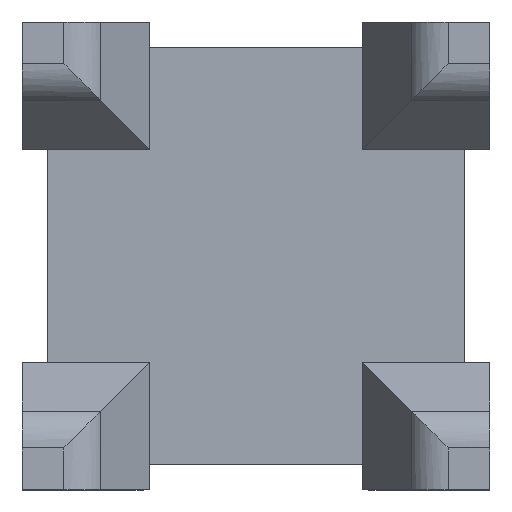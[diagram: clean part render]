
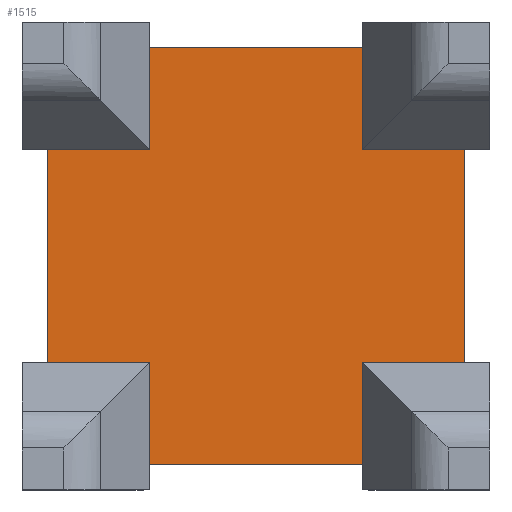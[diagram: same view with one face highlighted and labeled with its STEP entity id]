
A CAD part, top view. The second image highlights one B-rep face of the part: STEP entity #1515.
In plain terms, the highlighted planar face has unit normal (0, 0, 1).
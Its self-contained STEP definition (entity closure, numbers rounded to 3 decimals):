
#49=FACE_OUTER_BOUND('',#126,.T.);
#126=EDGE_LOOP('',(#1041,#1042,#1043,#1044,#1045,#1046,#1047,#1048,#1049,
#1050,#1051,#1052));
#256=LINE('',#2240,#454);
#257=LINE('',#2242,#455);
#258=LINE('',#2244,#456);
#259=LINE('',#2246,#457);
#260=LINE('',#2248,#458);
#261=LINE('',#2250,#459);
#262=LINE('',#2252,#460);
#263=LINE('',#2254,#461);
#264=LINE('',#2256,#462);
#265=LINE('',#2258,#463);
#266=LINE('',#2260,#464);
#267=LINE('',#2261,#465);
#454=VECTOR('',#1787,1000.);
#455=VECTOR('',#1788,1000.);
#456=VECTOR('',#1789,1000.);
#457=VECTOR('',#1790,1000.);
#458=VECTOR('',#1791,1000.);
#459=VECTOR('',#1792,1000.);
#460=VECTOR('',#1793,1000.);
#461=VECTOR('',#1794,1000.);
#462=VECTOR('',#1795,1000.);
#463=VECTOR('',#1796,1000.);
#464=VECTOR('',#1797,1000.);
#465=VECTOR('',#1798,1000.);
#657=VERTEX_POINT('',#2238);
#658=VERTEX_POINT('',#2239);
#659=VERTEX_POINT('',#2241);
#660=VERTEX_POINT('',#2243);
#661=VERTEX_POINT('',#2245);
#662=VERTEX_POINT('',#2247);
#663=VERTEX_POINT('',#2249);
#664=VERTEX_POINT('',#2251);
#665=VERTEX_POINT('',#2253);
#666=VERTEX_POINT('',#2255);
#667=VERTEX_POINT('',#2257);
#668=VERTEX_POINT('',#2259);
#809=EDGE_CURVE('',#657,#658,#256,.T.);
#810=EDGE_CURVE('',#658,#659,#257,.T.);
#811=EDGE_CURVE('',#659,#660,#258,.T.);
#812=EDGE_CURVE('',#661,#660,#259,.T.);
#813=EDGE_CURVE('',#662,#661,#260,.T.);
#814=EDGE_CURVE('',#662,#663,#261,.T.);
#815=EDGE_CURVE('',#663,#664,#262,.T.);
#816=EDGE_CURVE('',#664,#665,#263,.T.);
#817=EDGE_CURVE('',#666,#665,#264,.T.);
#818=EDGE_CURVE('',#667,#666,#265,.T.);
#819=EDGE_CURVE('',#668,#667,#266,.T.);
#820=EDGE_CURVE('',#657,#668,#267,.T.);
#1041=ORIENTED_EDGE('',*,*,#809,.T.);
#1042=ORIENTED_EDGE('',*,*,#810,.T.);
#1043=ORIENTED_EDGE('',*,*,#811,.T.);
#1044=ORIENTED_EDGE('',*,*,#812,.F.);
#1045=ORIENTED_EDGE('',*,*,#813,.F.);
#1046=ORIENTED_EDGE('',*,*,#814,.T.);
#1047=ORIENTED_EDGE('',*,*,#815,.T.);
#1048=ORIENTED_EDGE('',*,*,#816,.T.);
#1049=ORIENTED_EDGE('',*,*,#817,.F.);
#1050=ORIENTED_EDGE('',*,*,#818,.F.);
#1051=ORIENTED_EDGE('',*,*,#819,.F.);
#1052=ORIENTED_EDGE('',*,*,#820,.F.);
#1451=PLANE('',#1620);
#1515=ADVANCED_FACE('',(#49),#1451,.F.);
#1620=AXIS2_PLACEMENT_3D('',#2237,#1785,#1786);
#1785=DIRECTION('center_axis',(0.,0.,-1.));
#1786=DIRECTION('ref_axis',(-1.,0.,0.));
#1787=DIRECTION('',(1.,0.,0.));
#1788=DIRECTION('',(0.,-1.,0.));
#1789=DIRECTION('',(1.,0.,0.));
#1790=DIRECTION('',(0.,-1.,0.));
#1791=DIRECTION('',(-1.,0.,0.));
#1792=DIRECTION('',(0.,1.,0.));
#1793=DIRECTION('',(-1.,0.,0.));
#1794=DIRECTION('',(0.,1.,0.));
#1795=DIRECTION('',(1.,0.,0.));
#1796=DIRECTION('',(0.,1.,0.));
#1797=DIRECTION('',(1.,0.,0.));
#1798=DIRECTION('',(0.,1.,0.));
#2237=CARTESIAN_POINT('Origin',(-11.,11.,6.));
#2238=CARTESIAN_POINT('',(-9.8,-5.,6.));
#2239=CARTESIAN_POINT('',(-5.,-5.,6.));
#2240=CARTESIAN_POINT('',(-11.,-5.,6.));
#2241=CARTESIAN_POINT('',(-5.,-9.8,6.));
#2242=CARTESIAN_POINT('',(-5.,-11.,6.));
#2243=CARTESIAN_POINT('',(5.,-9.8,6.));
#2244=CARTESIAN_POINT('',(-5.,-9.8,6.));
#2245=CARTESIAN_POINT('',(5.,-5.,6.));
#2246=CARTESIAN_POINT('',(5.,-11.,6.));
#2247=CARTESIAN_POINT('',(9.8,-5.,6.));
#2248=CARTESIAN_POINT('',(11.,-5.,6.));
#2249=CARTESIAN_POINT('',(9.8,5.,6.));
#2250=CARTESIAN_POINT('',(9.8,5.,6.));
#2251=CARTESIAN_POINT('',(5.,5.,6.));
#2252=CARTESIAN_POINT('',(11.,5.,6.));
#2253=CARTESIAN_POINT('',(5.,9.8,6.));
#2254=CARTESIAN_POINT('',(5.,11.,6.));
#2255=CARTESIAN_POINT('',(-5.,9.8,6.));
#2256=CARTESIAN_POINT('',(-5.,9.8,6.));
#2257=CARTESIAN_POINT('',(-5.,5.,6.));
#2258=CARTESIAN_POINT('',(-5.,11.,6.));
#2259=CARTESIAN_POINT('',(-9.8,5.,6.));
#2260=CARTESIAN_POINT('',(-11.,5.,6.));
#2261=CARTESIAN_POINT('',(-9.8,5.,6.));
